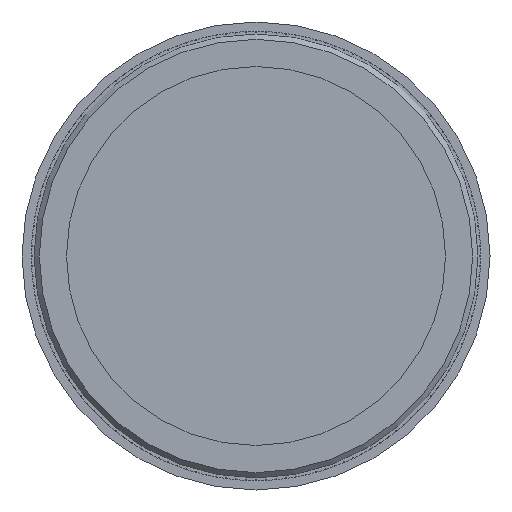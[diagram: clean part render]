
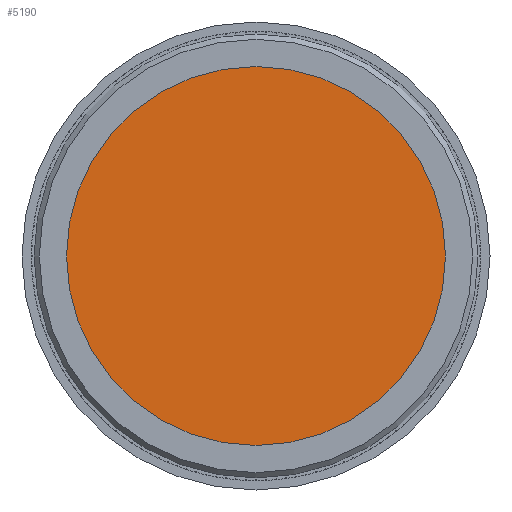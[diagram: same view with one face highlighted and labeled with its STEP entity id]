
A CAD part, front view. The second image highlights one B-rep face of the part: STEP entity #5190.
In plain terms, the highlighted planar face has unit normal (0, -1, 0).
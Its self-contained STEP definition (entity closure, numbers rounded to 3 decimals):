
#22=PLANE('',#5507);
#28=FACE_OUTER_BOUND('',#320,.T.);
#320=EDGE_LOOP('',(#3193));
#1188=CIRCLE('',#5506,36.);
#1760=VERTEX_POINT('',#8388);
#2333=EDGE_CURVE('',#1760,#1760,#1188,.T.);
#3193=ORIENTED_EDGE('',*,*,#2333,.F.);
#5190=ADVANCED_FACE('',(#28),#22,.T.);
#5506=AXIS2_PLACEMENT_3D('',#8390,#6375,#6376);
#5507=AXIS2_PLACEMENT_3D('',#8391,#6377,#6378);
#6375=DIRECTION('center_axis',(0.,1.,0.));
#6376=DIRECTION('ref_axis',(1.,0.,0.));
#6377=DIRECTION('center_axis',(0.,-1.,0.));
#6378=DIRECTION('ref_axis',(0.,0.,-1.));
#8388=CARTESIAN_POINT('',(-36.,10.,0.));
#8390=CARTESIAN_POINT('Origin',(0.,10.,0.));
#8391=CARTESIAN_POINT('Origin',(0.,10.,0.));
